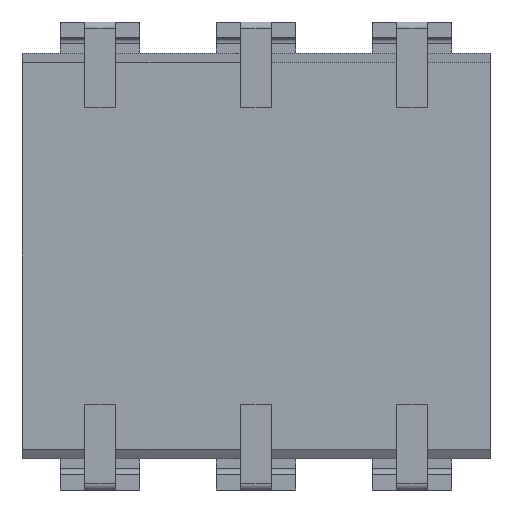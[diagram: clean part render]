
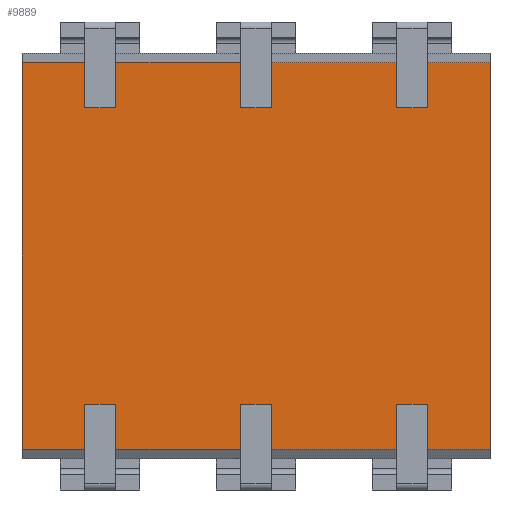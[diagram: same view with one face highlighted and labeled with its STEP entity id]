
A CAD part, front view. The second image highlights one B-rep face of the part: STEP entity #9889.
In plain terms, the highlighted planar face has unit normal (0, -1, 0).
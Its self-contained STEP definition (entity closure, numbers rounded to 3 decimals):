
#155 = ORIENTED_EDGE ( 'NONE', *, *, #4979, .F. ) ;
#705 = DIRECTION ( 'NONE',  ( 0., -1., 0. ) ) ;
#1121 = CARTESIAN_POINT ( 'NONE',  ( 0., 0., -6.45 ) ) ;
#1790 = EDGE_CURVE ( 'NONE', #7952, #7663, #2886, .T. ) ;
#1867 = AXIS2_PLACEMENT_3D ( 'NONE', #3403, #705, #6706 ) ;
#2292 = ORIENTED_EDGE ( 'NONE', *, *, #8478, .T. ) ;
#2322 = DIRECTION ( 'NONE',  ( 0., 0., 1. ) ) ;
#2344 = LINE ( 'NONE', #9197, #4829 ) ;
#2639 = DIRECTION ( 'NONE',  ( 0., 0., 1. ) ) ;
#2886 = LINE ( 'NONE', #8669, #10687 ) ;
#3378 = EDGE_CURVE ( 'NONE', #7485, #6180, #2344, .T. ) ;
#3403 = CARTESIAN_POINT ( 'NONE',  ( 7.62, 0., -6.6 ) ) ;
#3593 = CARTESIAN_POINT ( 'NONE',  ( 0., 0., -6.6 ) ) ;
#4425 = DIRECTION ( 'NONE',  ( 1., 0., 0. ) ) ;
#4829 = VECTOR ( 'NONE', #7439, 1000. ) ;
#4979 = EDGE_CURVE ( 'NONE', #7952, #6180, #6781, .T. ) ;
#5017 = CARTESIAN_POINT ( 'NONE',  ( 7.62, 0., -6.45 ) ) ;
#5381 = CARTESIAN_POINT ( 'NONE',  ( 7.62, 0., -0.15 ) ) ;
#5476 = VECTOR ( 'NONE', #2639, 1000. ) ;
#5807 = PLANE ( 'NONE',  #1867 ) ;
#6180 = VERTEX_POINT ( 'NONE', #10309 ) ;
#6233 = ORIENTED_EDGE ( 'NONE', *, *, #3378, .T. ) ;
#6706 = DIRECTION ( 'NONE',  ( 1., 0., 0. ) ) ;
#6746 = LINE ( 'NONE', #10228, #8846 ) ;
#6747 = EDGE_LOOP ( 'NONE', ( #155, #9924, #2292, #6233 ) ) ;
#6781 = LINE ( 'NONE', #3593, #5476 ) ;
#7439 = DIRECTION ( 'NONE',  ( -1., 0., 0. ) ) ;
#7485 = VERTEX_POINT ( 'NONE', #5381 ) ;
#7663 = VERTEX_POINT ( 'NONE', #5017 ) ;
#7952 = VERTEX_POINT ( 'NONE', #1121 ) ;
#8396 = FACE_OUTER_BOUND ( 'NONE', #6747, .T. ) ;
#8478 = EDGE_CURVE ( 'NONE', #7663, #7485, #6746, .T. ) ;
#8669 = CARTESIAN_POINT ( 'NONE',  ( 7.62, 0., -6.45 ) ) ;
#8846 = VECTOR ( 'NONE', #2322, 1000. ) ;
#9197 = CARTESIAN_POINT ( 'NONE',  ( 0., 0., -0.15 ) ) ;
#9889 = ADVANCED_FACE ( 'NONE', ( #8396 ), #5807, .T. ) ;
#9924 = ORIENTED_EDGE ( 'NONE', *, *, #1790, .T. ) ;
#10228 = CARTESIAN_POINT ( 'NONE',  ( 7.62, 0., -6.6 ) ) ;
#10309 = CARTESIAN_POINT ( 'NONE',  ( 0., 0., -0.15 ) ) ;
#10687 = VECTOR ( 'NONE', #4425, 1000. ) ;
